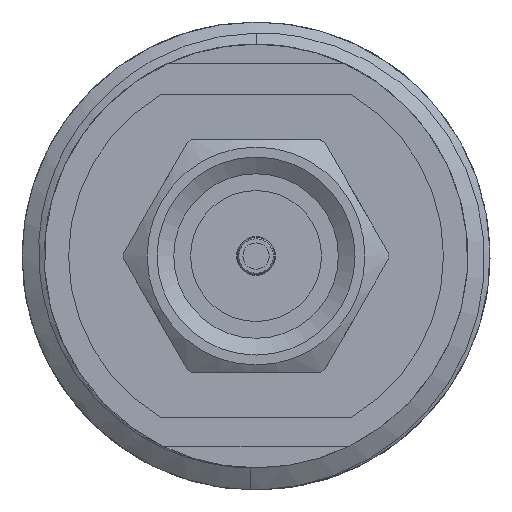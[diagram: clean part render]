
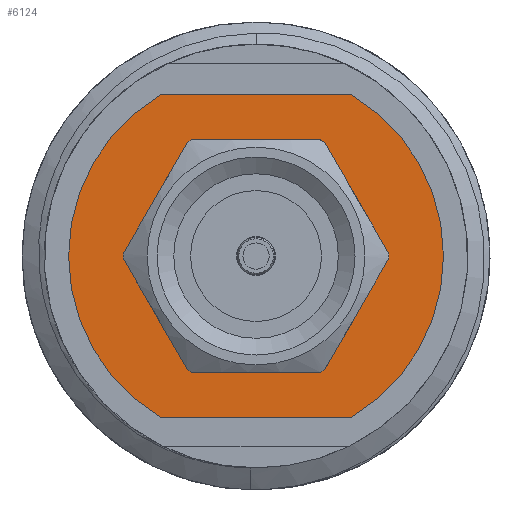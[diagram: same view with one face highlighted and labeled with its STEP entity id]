
A CAD part, left-side view. The second image highlights one B-rep face of the part: STEP entity #6124.
In plain terms, the highlighted planar face has unit normal (-1, 0, 0).
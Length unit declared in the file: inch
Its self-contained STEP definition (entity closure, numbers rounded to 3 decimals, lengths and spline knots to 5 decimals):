
#70=FACE_BOUND('',#1444,.T.);
#734=PLANE('',#6981);
#1084=FACE_OUTER_BOUND('',#1443,.T.);
#1443=EDGE_LOOP('',(#5593,#5594,#5595,#5596));
#1444=EDGE_LOOP('',(#5597));
#1597=CIRCLE('',#6973,0.25);
#1600=CIRCLE('',#6980,0.125);
#1601=CIRCLE('',#6982,0.25);
#1977=LINE('',#12311,#2338);
#1981=LINE('',#12320,#2342);
#2338=VECTOR('',#8931,1.);
#2342=VECTOR('',#8937,1.);
#2927=VERTEX_POINT('',#12309);
#2928=VERTEX_POINT('',#12310);
#2931=VERTEX_POINT('',#12318);
#2932=VERTEX_POINT('',#12319);
#2938=VERTEX_POINT('',#12342);
#3817=EDGE_CURVE('',#2927,#2928,#1977,.T.);
#3821=EDGE_CURVE('',#2931,#2932,#1981,.T.);
#3828=EDGE_CURVE('',#2927,#2932,#1597,.T.);
#3832=EDGE_CURVE('',#2938,#2938,#1600,.T.);
#3834=EDGE_CURVE('',#2931,#2928,#1601,.T.);
#5593=ORIENTED_EDGE('',*,*,#3817,.T.);
#5594=ORIENTED_EDGE('',*,*,#3834,.F.);
#5595=ORIENTED_EDGE('',*,*,#3821,.T.);
#5596=ORIENTED_EDGE('',*,*,#3828,.F.);
#5597=ORIENTED_EDGE('',*,*,#3832,.T.);
#6124=ADVANCED_FACE('',(#1084,#70),#734,.T.);
#6973=AXIS2_PLACEMENT_3D('',#12332,#8951,#8952);
#6980=AXIS2_PLACEMENT_3D('',#12343,#8966,#8967);
#6981=AXIS2_PLACEMENT_3D('',#12345,#8969,#8970);
#6982=AXIS2_PLACEMENT_3D('',#12346,#8971,#8972);
#8931=DIRECTION('',(0.,-1.,0.));
#8937=DIRECTION('',(0.,1.,0.));
#8951=DIRECTION('center_axis',(1.,0.,0.));
#8952=DIRECTION('ref_axis',(0.,0.,-1.));
#8966=DIRECTION('center_axis',(1.,0.,0.));
#8967=DIRECTION('ref_axis',(0.,0.,-1.));
#8969=DIRECTION('center_axis',(-1.,0.,0.));
#8970=DIRECTION('ref_axis',(0.,0.,1.));
#8971=DIRECTION('center_axis',(1.,0.,0.));
#8972=DIRECTION('ref_axis',(0.,0.,-1.));
#12309=CARTESIAN_POINT('',(137.51979,122.35998,-0.21523));
#12310=CARTESIAN_POINT('',(137.51979,122.10484,-0.21523));
#12311=CARTESIAN_POINT('',(137.51979,122.17114,-0.21523));
#12318=CARTESIAN_POINT('',(137.51979,122.10484,0.21477));
#12319=CARTESIAN_POINT('',(137.51979,122.35998,0.21477));
#12320=CARTESIAN_POINT('',(137.51979,122.54368,0.21477));
#12332=CARTESIAN_POINT('Origin',(137.51979,122.23241,-0.00023));
#12342=CARTESIAN_POINT('',(137.51979,122.10741,-0.00023));
#12343=CARTESIAN_POINT('Origin',(137.51979,122.23241,-0.00023));
#12345=CARTESIAN_POINT('Origin',(137.51979,122.48241,-0.00023));
#12346=CARTESIAN_POINT('Origin',(137.51979,122.23241,-0.00023));
